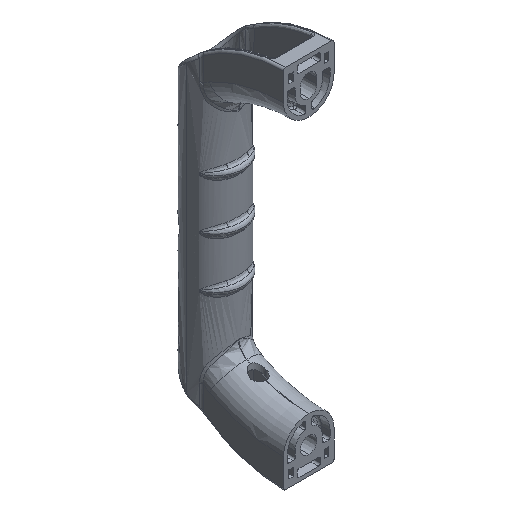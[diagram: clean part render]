
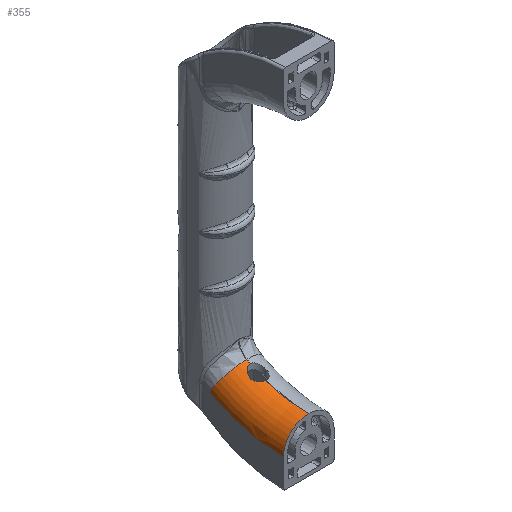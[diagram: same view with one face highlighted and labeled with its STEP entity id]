
A CAD part, isometric view. The second image highlights one B-rep face of the part: STEP entity #355.
In plain terms, the highlighted toroidal (fillet/blend) face has major radius 78.9 mm and minor radius 12.9 mm.
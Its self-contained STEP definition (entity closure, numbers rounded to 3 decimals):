
#355=ADVANCED_FACE('NONE',(#949),#950,.T.);
#949=FACE_OUTER_BOUND('',#2187,.T.);
#950=TOROIDAL_SURFACE('',#2188,78.9,12.9);
#2187=EDGE_LOOP('',(#7504,#7505,#7506,#7507,#7508,#7509,#7510));
#2188=AXIS2_PLACEMENT_3D('',#7511,#7512,#7513);
#7504=ORIENTED_EDGE('',*,*,#9471,.F.);
#7505=ORIENTED_EDGE('',*,*,#9400,.F.);
#7506=ORIENTED_EDGE('',*,*,#9472,.F.);
#7507=ORIENTED_EDGE('',*,*,#9412,.F.);
#7508=ORIENTED_EDGE('',*,*,#9230,.F.);
#7509=ORIENTED_EDGE('',*,*,#9216,.F.);
#7510=ORIENTED_EDGE('',*,*,#9191,.F.);
#7511=CARTESIAN_POINT('',(-0.1,-48.0,0.));
#7512=DIRECTION('',(1.0,0.0,0.0));
#7513=DIRECTION('',(0.0,0.0,-1.0));
#9191=EDGE_CURVE('NONE',#10113,#10115,#10116,.T.);
#9216=EDGE_CURVE('NONE',#10115,#10160,#10161,.T.);
#9230=EDGE_CURVE('NONE',#10160,#10173,#10185,.T.);
#9400=EDGE_CURVE('NONE',#10509,#10510,#10511,.T.);
#9412=EDGE_CURVE('NONE',#10173,#10530,#10531,.T.);
#9471=EDGE_CURVE('NONE',#10510,#10113,#10612,.T.);
#9472=EDGE_CURVE('NONE',#10530,#10509,#10613,.T.);
#10113=VERTEX_POINT('NONE',#11639);
#10115=VERTEX_POINT('NONE',#11642);
#10116=B_SPLINE_CURVE_WITH_KNOTS('',3,(#11643,#11644,#11645,#11646,#11647,#11648,#11649,#11650,#11651,#11652,#11653,#11654,#11655,#11656,#11657,#11658,#11659,#11660),.UNSPECIFIED.,.F.,.F.,(4,2,2,2,2,2,2,2,4),(0.007,0.007,0.008,0.009,0.01,0.011,0.011,0.012,0.013),.UNSPECIFIED.);
#10160=VERTEX_POINT('NONE',#11925);
#10161=CIRCLE('',#11926,66.0);
#10173=VERTEX_POINT('NONE',#11945);
#10185=CIRCLE('',#11960,12.9);
#10509=VERTEX_POINT('NONE',#13329);
#10510=VERTEX_POINT('NONE',#13330);
#10511=CIRCLE('',#13331,66.0);
#10530=VERTEX_POINT('NONE',#13361);
#10531=CIRCLE('',#13362,78.9);
#10612=B_SPLINE_CURVE_WITH_KNOTS('',3,(#13832,#13833,#13834,#13835,#13836,#13837,#13838,#13839,#13840,#13841,#13842,#13843,#13844,#13845,#13846,#13847,#13848,#13849),.UNSPECIFIED.,.F.,.F.,(4,2,2,2,2,2,2,2,4),(0.,0.001,0.002,0.003,0.003,0.004,0.005,0.006,0.007),.UNSPECIFIED.);
#10613=CIRCLE('',#13850,12.9);
#11639=CARTESIAN_POINT('',(-4.0,-22.0,-61.319));
#11642=CARTESIAN_POINT('',(-0.1,-25.999,-62.225));
#11643=CARTESIAN_POINT('',(-4.0,-22.0,-61.319));
#11644=CARTESIAN_POINT('',(-4.0,-22.24,-61.421));
#11645=CARTESIAN_POINT('',(-3.978,-22.488,-61.517));
#11646=CARTESIAN_POINT('',(-3.887,-22.975,-61.686));
#11647=CARTESIAN_POINT('',(-3.819,-23.215,-61.76));
#11648=CARTESIAN_POINT('',(-3.636,-23.686,-61.889));
#11649=CARTESIAN_POINT('',(-3.519,-23.919,-61.945));
#11650=CARTESIAN_POINT('',(-3.243,-24.356,-62.035));
#11651=CARTESIAN_POINT('',(-3.084,-24.56,-62.071));
#11652=CARTESIAN_POINT('',(-2.725,-24.94,-62.127));
#11653=CARTESIAN_POINT('',(-2.524,-25.114,-62.148));
#11654=CARTESIAN_POINT('',(-2.098,-25.415,-62.18));
#11655=CARTESIAN_POINT('',(-1.87,-25.546,-62.19));
#11656=CARTESIAN_POINT('',(-1.387,-25.761,-62.206));
#11657=CARTESIAN_POINT('',(-1.139,-25.843,-62.212));
#11658=CARTESIAN_POINT('',(-0.628,-25.959,-62.22));
#11659=CARTESIAN_POINT('',(-0.365,-25.992,-62.223));
#11660=CARTESIAN_POINT('',(-0.1,-25.999,-62.225));
#11925=CARTESIAN_POINT('',(-0.1,-48.0,-66.0));
#11926=AXIS2_PLACEMENT_3D('',#15940,#15941,#15942);
#11945=CARTESIAN_POINT('',(-13.0,-48.0,-78.9));
#11960=AXIS2_PLACEMENT_3D('',#15962,#15963,#15964);
#13329=CARTESIAN_POINT('',(-0.1,-16.138,-57.8));
#13330=CARTESIAN_POINT('',(-0.1,-18.001,-58.788));
#13331=AXIS2_PLACEMENT_3D('',#16102,#16103,#16104);
#13361=CARTESIAN_POINT('',(-13.0,-9.91,-69.097));
#13362=AXIS2_PLACEMENT_3D('',#16119,#16120,#16121);
#13832=CARTESIAN_POINT('',(-0.1,-18.001,-58.788));
#13833=CARTESIAN_POINT('',(-0.384,-18.008,-58.792));
#13834=CARTESIAN_POINT('',(-0.66,-18.045,-58.821));
#13835=CARTESIAN_POINT('',(-1.197,-18.173,-58.925));
#13836=CARTESIAN_POINT('',(-1.458,-18.266,-59.));
#13837=CARTESIAN_POINT('',(-1.939,-18.491,-59.181));
#13838=CARTESIAN_POINT('',(-2.166,-18.627,-59.288));
#13839=CARTESIAN_POINT('',(-2.579,-18.932,-59.52));
#13840=CARTESIAN_POINT('',(-2.765,-19.099,-59.644));
#13841=CARTESIAN_POINT('',(-3.103,-19.463,-59.904));
#13842=CARTESIAN_POINT('',(-3.255,-19.662,-60.04));
#13843=CARTESIAN_POINT('',(-3.517,-20.079,-60.311));
#13844=CARTESIAN_POINT('',(-3.628,-20.297,-60.446));
#13845=CARTESIAN_POINT('',(-3.81,-20.756,-60.713));
#13846=CARTESIAN_POINT('',(-3.881,-20.999,-60.845));
#13847=CARTESIAN_POINT('',(-3.975,-21.491,-61.093));
#13848=CARTESIAN_POINT('',(-4.0,-21.743,-61.21));
#13849=CARTESIAN_POINT('',(-4.0,-22.0,-61.319));
#13850=AXIS2_PLACEMENT_3D('',#16133,#16134,#16135);
#15940=CARTESIAN_POINT('',(-0.1,-48.0,0.));
#15941=DIRECTION('',(-1.0,-0.0,-0.0));
#15942=DIRECTION('',(0.0,0.0,-1.0));
#15962=CARTESIAN_POINT('',(-0.1,-48.0,-78.9));
#15963=DIRECTION('',(0.0,-1.0,0.0));
#15964=DIRECTION('',(0.0,0.0,1.0));
#16102=CARTESIAN_POINT('',(-0.1,-48.0,0.));
#16103=DIRECTION('',(-1.0,-0.0,0.0));
#16104=DIRECTION('',(0.0,0.,-1.0));
#16119=CARTESIAN_POINT('',(-13.0,-48.0,0.));
#16120=DIRECTION('',(1.0,0.0,0.0));
#16121=DIRECTION('',(0.0,0.0,-1.0));
#16133=CARTESIAN_POINT('',(-0.1,-9.91,-69.097));
#16134=DIRECTION('',(0.0,0.876,0.483));
#16135=DIRECTION('',(0.0,-0.483,0.876));
